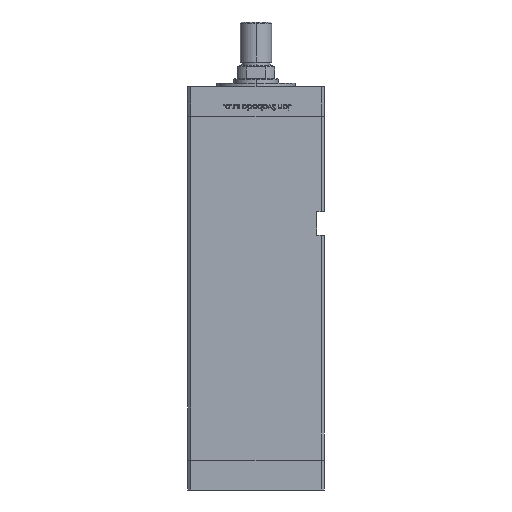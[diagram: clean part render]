
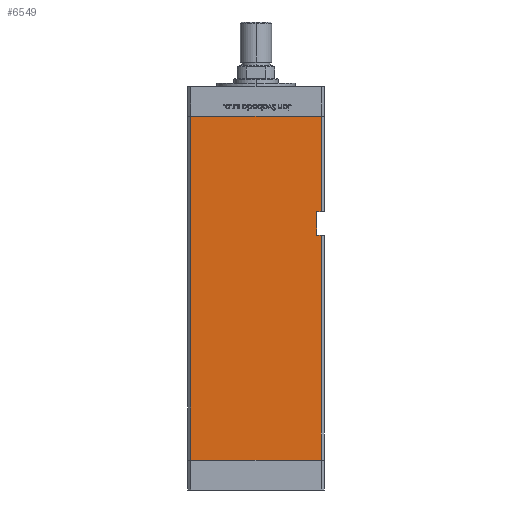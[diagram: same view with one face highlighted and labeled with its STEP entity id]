
A CAD part, left-side view. The second image highlights one B-rep face of the part: STEP entity #6549.
In plain terms, the highlighted planar face has unit normal (-1, 0, 0).
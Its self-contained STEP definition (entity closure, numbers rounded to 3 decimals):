
#2098 = VERTEX_POINT ( 'NONE', #31412 ) ;
#2358 = LINE ( 'NONE', #10221, #16931 ) ;
#3766 = LINE ( 'NONE', #49032, #29008 ) ;
#3973 = EDGE_CURVE ( 'NONE', #21161, #9460, #3766, .T. ) ;
#5068 = ORIENTED_EDGE ( 'NONE', *, *, #21788, .T. ) ;
#5981 = CARTESIAN_POINT ( 'NONE',  ( -50., -41.5, 158. ) ) ;
#6549 = ADVANCED_FACE ( 'NONE', ( #39113 ), #11211, .F. ) ;
#7758 = VERTEX_POINT ( 'NONE', #13397 ) ;
#9460 = VERTEX_POINT ( 'NONE', #10761 ) ;
#10221 = CARTESIAN_POINT ( 'NONE',  ( -50., -38.5, 158. ) ) ;
#10406 = DIRECTION ( 'NONE',  ( 0., 1., 0. ) ) ;
#10761 = CARTESIAN_POINT ( 'NONE',  ( -50., 41.5, 0. ) ) ;
#11211 = PLANE ( 'NONE',  #29822 ) ;
#12372 = ORIENTED_EDGE ( 'NONE', *, *, #53140, .F. ) ;
#12839 = LINE ( 'NONE', #25293, #25597 ) ;
#13152 = ORIENTED_EDGE ( 'NONE', *, *, #53426, .F. ) ;
#13397 = CARTESIAN_POINT ( 'NONE',  ( -50., -41.5, 0. ) ) ;
#13678 = CARTESIAN_POINT ( 'NONE',  ( -50., -41.5, 218.5 ) ) ;
#14288 = EDGE_CURVE ( 'NONE', #31059, #39590, #12839, .T. ) ;
#15966 = CARTESIAN_POINT ( 'NONE',  ( -50., -38.5, 158. ) ) ;
#16086 = CARTESIAN_POINT ( 'NONE',  ( -50., -41.5, 218.5 ) ) ;
#16184 = VERTEX_POINT ( 'NONE', #45779 ) ;
#16860 = EDGE_CURVE ( 'NONE', #2098, #16184, #31623, .T. ) ;
#16931 = VECTOR ( 'NONE', #51687, 1000. ) ;
#18352 = CARTESIAN_POINT ( 'NONE',  ( -50., -38.5, 143. ) ) ;
#19627 = DIRECTION ( 'NONE',  ( 0., 0., -1. ) ) ;
#21161 = VERTEX_POINT ( 'NONE', #45245 ) ;
#21720 = DIRECTION ( 'NONE',  ( 0., -1., 0. ) ) ;
#21788 = EDGE_CURVE ( 'NONE', #9460, #7758, #50195, .T. ) ;
#23139 = DIRECTION ( 'NONE',  ( 1., 0., 0. ) ) ;
#25293 = CARTESIAN_POINT ( 'NONE',  ( -50., -38.5, 158. ) ) ;
#25340 = DIRECTION ( 'NONE',  ( 0., 0., -1. ) ) ;
#25597 = VECTOR ( 'NONE', #41812, 1000. ) ;
#26059 = VERTEX_POINT ( 'NONE', #51320 ) ;
#26600 = ORIENTED_EDGE ( 'NONE', *, *, #27249, .F. ) ;
#27249 = EDGE_CURVE ( 'NONE', #21161, #26059, #37710, .T. ) ;
#27287 = VECTOR ( 'NONE', #25340, 1000. ) ;
#28774 = ORIENTED_EDGE ( 'NONE', *, *, #16860, .F. ) ;
#29008 = VECTOR ( 'NONE', #37611, 1000. ) ;
#29822 = AXIS2_PLACEMENT_3D ( 'NONE', #31259, #23139, #10406 ) ;
#30203 = LINE ( 'NONE', #13678, #27287 ) ;
#30540 = DIRECTION ( 'NONE',  ( 0., -1., 0. ) ) ;
#31059 = VERTEX_POINT ( 'NONE', #15966 ) ;
#31259 = CARTESIAN_POINT ( 'NONE',  ( -50., 41.5, 218.5 ) ) ;
#31412 = CARTESIAN_POINT ( 'NONE',  ( -50., -38.5, 143. ) ) ;
#31623 = LINE ( 'NONE', #18352, #35195 ) ;
#33109 = ORIENTED_EDGE ( 'NONE', *, *, #14288, .T. ) ;
#33899 = DIRECTION ( 'NONE',  ( 0., -1., 0. ) ) ;
#35195 = VECTOR ( 'NONE', #30540, 1000. ) ;
#36987 = EDGE_LOOP ( 'NONE', ( #13152, #28774, #52626, #33109, #12372, #26600, #37557, #5068 ) ) ;
#37557 = ORIENTED_EDGE ( 'NONE', *, *, #3973, .T. ) ;
#37611 = DIRECTION ( 'NONE',  ( 0., 0., -1. ) ) ;
#37710 = LINE ( 'NONE', #45585, #50131 ) ;
#39113 = FACE_OUTER_BOUND ( 'NONE', #36987, .T. ) ;
#39394 = VECTOR ( 'NONE', #19627, 1000. ) ;
#39590 = VERTEX_POINT ( 'NONE', #5981 ) ;
#40200 = LINE ( 'NONE', #16086, #39394 ) ;
#40526 = VECTOR ( 'NONE', #21720, 1000. ) ;
#41812 = DIRECTION ( 'NONE',  ( 0., -1., 0. ) ) ;
#42042 = CARTESIAN_POINT ( 'NONE',  ( -50., 41.5, 0. ) ) ;
#45245 = CARTESIAN_POINT ( 'NONE',  ( -50., 41.5, 218.5 ) ) ;
#45585 = CARTESIAN_POINT ( 'NONE',  ( -50., 41.5, 218.5 ) ) ;
#45779 = CARTESIAN_POINT ( 'NONE',  ( -50., -41.5, 143. ) ) ;
#49032 = CARTESIAN_POINT ( 'NONE',  ( -50., 41.5, 218.5 ) ) ;
#50131 = VECTOR ( 'NONE', #33899, 1000. ) ;
#50195 = LINE ( 'NONE', #42042, #40526 ) ;
#51320 = CARTESIAN_POINT ( 'NONE',  ( -50., -41.5, 218.5 ) ) ;
#51687 = DIRECTION ( 'NONE',  ( 0., 0., -1. ) ) ;
#52626 = ORIENTED_EDGE ( 'NONE', *, *, #52872, .F. ) ;
#52872 = EDGE_CURVE ( 'NONE', #31059, #2098, #2358, .T. ) ;
#53140 = EDGE_CURVE ( 'NONE', #26059, #39590, #30203, .T. ) ;
#53426 = EDGE_CURVE ( 'NONE', #16184, #7758, #40200, .T. ) ;
